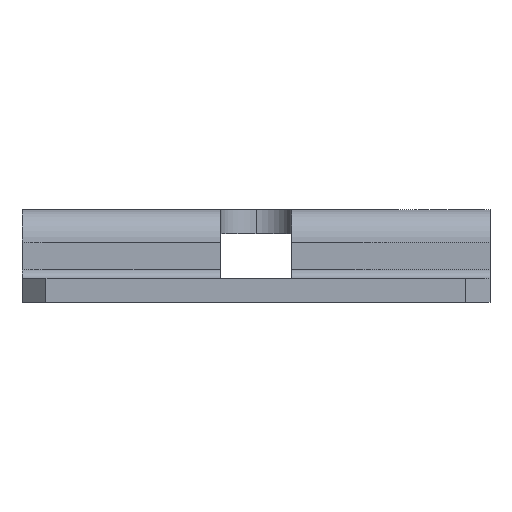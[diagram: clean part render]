
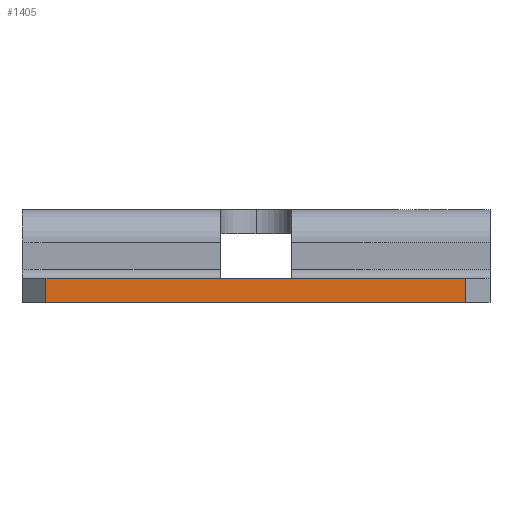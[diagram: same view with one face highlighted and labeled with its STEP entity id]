
A CAD part, left-side view. The second image highlights one B-rep face of the part: STEP entity #1405.
In plain terms, the highlighted planar face has unit normal (-1, 0, 0).
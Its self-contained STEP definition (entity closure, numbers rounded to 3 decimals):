
#163 = DIRECTION ( 'NONE',  ( 0., 0., 1. ) ) ;
#293 = DIRECTION ( 'NONE',  ( 0., -1., 0. ) ) ;
#321 = VECTOR ( 'NONE', #1900, 1000. ) ;
#389 = VERTEX_POINT ( 'NONE', #1586 ) ;
#398 = DIRECTION ( 'NONE',  ( -1., 0., 0. ) ) ;
#419 = CARTESIAN_POINT ( 'NONE',  ( -31.5, 17.5, -7.737 ) ) ;
#627 = ORIENTED_EDGE ( 'NONE', *, *, #2764, .T. ) ;
#762 = EDGE_CURVE ( 'NONE', #2784, #3558, #1241, .T. ) ;
#801 = VERTEX_POINT ( 'NONE', #1881 ) ;
#1241 = LINE ( 'NONE', #3894, #321 ) ;
#1377 = CARTESIAN_POINT ( 'NONE',  ( -31.5, -17.5, -7.737 ) ) ;
#1405 = ADVANCED_FACE ( 'NONE', ( #1407 ), #2041, .T. ) ;
#1407 = FACE_OUTER_BOUND ( 'NONE', #2574, .T. ) ;
#1586 = CARTESIAN_POINT ( 'NONE',  ( -31.5, 17.5, -5.737 ) ) ;
#1592 = CARTESIAN_POINT ( 'NONE',  ( -31.5, 17.5, -7.737 ) ) ;
#1881 = CARTESIAN_POINT ( 'NONE',  ( -31.5, -17.5, -5.737 ) ) ;
#1900 = DIRECTION ( 'NONE',  ( 0., -1., 0. ) ) ;
#2003 = AXIS2_PLACEMENT_3D ( 'NONE', #3609, #398, #3338 ) ;
#2041 = PLANE ( 'NONE',  #2003 ) ;
#2086 = VECTOR ( 'NONE', #163, 1000. ) ;
#2295 = VECTOR ( 'NONE', #293, 1000. ) ;
#2452 = EDGE_CURVE ( 'NONE', #389, #2784, #2462, .T. ) ;
#2462 = LINE ( 'NONE', #1592, #3646 ) ;
#2574 = EDGE_LOOP ( 'NONE', ( #4071, #627, #2939, #3750 ) ) ;
#2764 = EDGE_CURVE ( 'NONE', #3558, #801, #3604, .T. ) ;
#2784 = VERTEX_POINT ( 'NONE', #419 ) ;
#2800 = CARTESIAN_POINT ( 'NONE',  ( -31.5, 0., -5.737 ) ) ;
#2939 = ORIENTED_EDGE ( 'NONE', *, *, #3951, .F. ) ;
#2965 = CARTESIAN_POINT ( 'NONE',  ( -31.5, -17.5, -7.737 ) ) ;
#3193 = LINE ( 'NONE', #2800, #2295 ) ;
#3208 = DIRECTION ( 'NONE',  ( 0., 0., -1. ) ) ;
#3338 = DIRECTION ( 'NONE',  ( 0., 0., 1. ) ) ;
#3558 = VERTEX_POINT ( 'NONE', #2965 ) ;
#3604 = LINE ( 'NONE', #1377, #2086 ) ;
#3609 = CARTESIAN_POINT ( 'NONE',  ( -31.5, 19.5, -7.737 ) ) ;
#3646 = VECTOR ( 'NONE', #3208, 1000. ) ;
#3750 = ORIENTED_EDGE ( 'NONE', *, *, #2452, .T. ) ;
#3894 = CARTESIAN_POINT ( 'NONE',  ( -31.5, 19.5, -7.737 ) ) ;
#3951 = EDGE_CURVE ( 'NONE', #389, #801, #3193, .T. ) ;
#4071 = ORIENTED_EDGE ( 'NONE', *, *, #762, .T. ) ;
